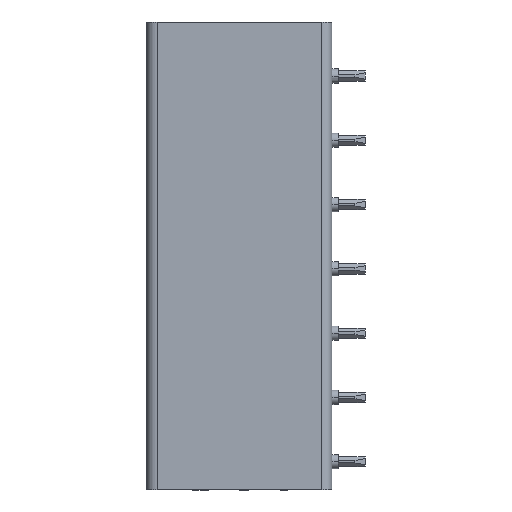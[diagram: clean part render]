
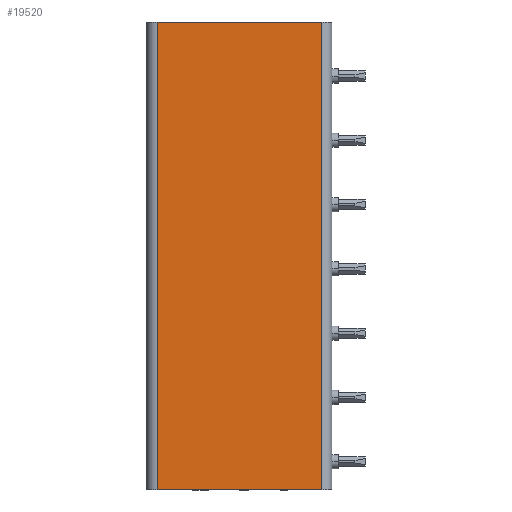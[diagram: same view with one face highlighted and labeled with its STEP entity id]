
A CAD part, left-side view. The second image highlights one B-rep face of the part: STEP entity #19520.
In plain terms, the highlighted planar face has unit normal (-1, 0, 0).
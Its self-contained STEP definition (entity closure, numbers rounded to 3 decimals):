
#19130=CARTESIAN_POINT('',(-1.728,4.827,
7.961));
#19140=DIRECTION('',(-1.,0.,0.));
#19150=DIRECTION('',(0.,-1.,0.));
#19160=AXIS2_PLACEMENT_3D('',#19130,#19140,#19150);
#19170=PLANE('',#19160);
#19180=CARTESIAN_POINT('',(-1.728,5.62,
22.5));
#19190=DIRECTION('',(0.,1.,0.));
#19200=VECTOR('',#19190,1.);
#19210=LINE('',#19180,#19200);
#19220=CARTESIAN_POINT('',(-1.728,-1.605,
22.5));
#19230=VERTEX_POINT('',#19220);
#19240=CARTESIAN_POINT('',(-1.728,11.195,
22.5));
#19250=VERTEX_POINT('',#19240);
#19260=EDGE_CURVE('',#19230,#19250,#19210,.T.);
#19270=ORIENTED_EDGE('',*,*,#19260,.T.);
#19280=CARTESIAN_POINT('',(-1.728,-1.605,
22.5));
#19290=DIRECTION('',(0.,0.,1.));
#19300=VECTOR('',#19290,1.);
#19310=LINE('',#19280,#19300);
#19320=CARTESIAN_POINT('',(-1.728,-1.605,-13.9));
#19330=VERTEX_POINT('',#19320);
#19340=EDGE_CURVE('',#19330,#19230,#19310,.T.);
#19350=ORIENTED_EDGE('',*,*,#19340,.T.);
#19360=CARTESIAN_POINT('',(-1.728,-4.566,-13.9));
#19370=DIRECTION('',(0.,1.,0.));
#19380=VECTOR('',#19370,1.);
#19390=LINE('',#19360,#19380);
#19400=CARTESIAN_POINT('',(-1.728,11.195,-13.9));
#19410=VERTEX_POINT('',#19400);
#19420=EDGE_CURVE('',#19330,#19410,#19390,.T.);
#19430=ORIENTED_EDGE('',*,*,#19420,.F.);
#19440=CARTESIAN_POINT('',(-1.728,11.195,
22.5));
#19450=DIRECTION('',(0.,0.,1.));
#19460=VECTOR('',#19450,1.);
#19470=LINE('',#19440,#19460);
#19480=EDGE_CURVE('',#19410,#19250,#19470,.T.);
#19490=ORIENTED_EDGE('',*,*,#19480,.F.);
#19500=EDGE_LOOP('',(#19490,#19430,#19350,#19270));
#19510=FACE_OUTER_BOUND('',#19500,.T.);
#19520=ADVANCED_FACE('',(#19510),#19170,.T.);
